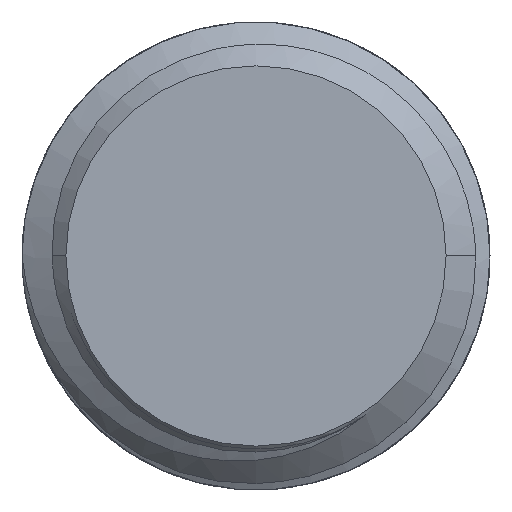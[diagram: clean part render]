
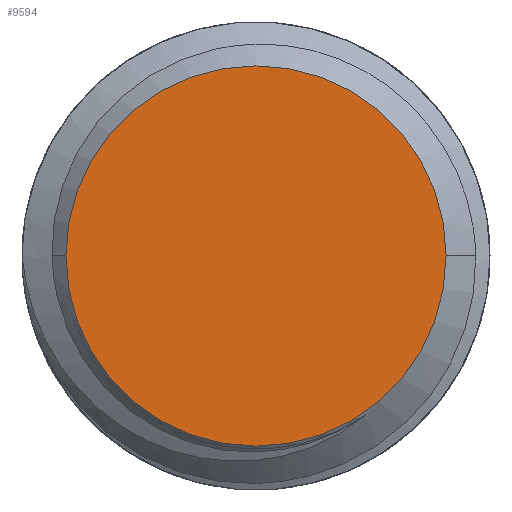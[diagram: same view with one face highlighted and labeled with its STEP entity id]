
A CAD part, front view. The second image highlights one B-rep face of the part: STEP entity #9594.
In plain terms, the highlighted planar face has unit normal (0, -1, 0).
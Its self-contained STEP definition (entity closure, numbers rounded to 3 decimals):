
#386=CARTESIAN_POINT('',(0.,-16.,0.));
#387=DIRECTION('',(0.,1.,0.));
#388=DIRECTION('',(1.,0.,0.));
#389=AXIS2_PLACEMENT_3D('',#386,#387,#388);
#391=CARTESIAN_POINT('',(0.,-16.,0.));
#392=DIRECTION('',(0.,1.,0.));
#393=DIRECTION('',(0.,0.,-1.));
#394=AXIS2_PLACEMENT_3D('',#391,#392,#393);
#396=CARTESIAN_POINT('',(0.,-16.,0.));
#397=DIRECTION('',(0.,1.,0.));
#398=DIRECTION('',(-1.,0.,0.));
#399=AXIS2_PLACEMENT_3D('',#396,#397,#398);
#401=CARTESIAN_POINT('',(0.,-16.,0.));
#402=DIRECTION('',(0.,1.,0.));
#403=DIRECTION('',(0.,0.,1.));
#404=AXIS2_PLACEMENT_3D('',#401,#402,#403);
#9128=CARTESIAN_POINT('',(-3.25,-16.,
0.));
#9129=VERTEX_POINT('',#9128);
#9130=CARTESIAN_POINT('',(0.,-16.,-3.25));
#9131=VERTEX_POINT('',#9130);
#9132=CARTESIAN_POINT('',(3.25,-16.,0.));
#9133=VERTEX_POINT('',#9132);
#9134=CARTESIAN_POINT('',(0.,-16.,3.25));
#9135=VERTEX_POINT('',#9134);
#9583=CARTESIAN_POINT('',(0.,-16.,0.));
#9584=DIRECTION('',(0.,-1.,0.));
#9585=DIRECTION('',(-1.,0.,0.));
#9586=AXIS2_PLACEMENT_3D('',#9583,#9584,#9585);
#9587=PLANE('',#9586);
#9588=ORIENTED_EDGE('',*,*,#9558,.T.);
#9589=ORIENTED_EDGE('',*,*,#9556,.T.);
#9590=ORIENTED_EDGE('',*,*,#9577,.T.);
#9591=ORIENTED_EDGE('',*,*,#9575,.T.);
#9592=EDGE_LOOP('',(#9588,#9589,#9590,#9591));
#9593=FACE_OUTER_BOUND('',#9592,.F.);
#9594=ADVANCED_FACE('',(#9593),#9587,.T.);
#390=CIRCLE('',#389,3.25);
#395=CIRCLE('',#394,3.25);
#400=CIRCLE('',#399,3.25);
#405=CIRCLE('',#404,3.25);
#9556=EDGE_CURVE('',#9131,#9129,#395,.T.);
#9558=EDGE_CURVE('',#9133,#9131,#390,.T.);
#9575=EDGE_CURVE('',#9135,#9133,#405,.T.);
#9577=EDGE_CURVE('',#9129,#9135,#400,.T.);
